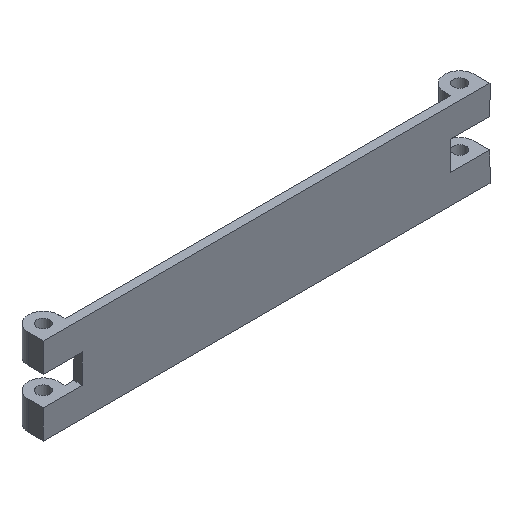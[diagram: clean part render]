
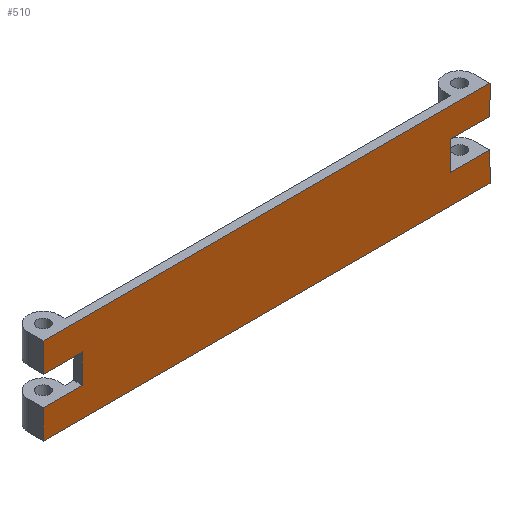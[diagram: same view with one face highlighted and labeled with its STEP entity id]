
A CAD part, isometric view. The second image highlights one B-rep face of the part: STEP entity #510.
In plain terms, the highlighted planar face has unit normal (0, -1, 0).
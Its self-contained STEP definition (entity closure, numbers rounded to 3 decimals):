
#56=FACE_OUTER_BOUND('',#86,.T.);
#86=EDGE_LOOP('',(#387,#388,#389,#390,#391,#392,#393,#394,#395,#396,#397,
#398));
#109=LINE('',#742,#165);
#112=LINE('',#748,#168);
#118=LINE('',#765,#174);
#120=LINE('',#775,#176);
#127=LINE('',#794,#183);
#130=LINE('',#800,#186);
#137=LINE('',#816,#193);
#138=LINE('',#819,#194);
#139=LINE('',#820,#195);
#140=LINE('',#822,#196);
#141=LINE('',#824,#197);
#142=LINE('',#825,#198);
#165=VECTOR('',#598,10.);
#168=VECTOR('',#603,10.);
#174=VECTOR('',#617,10.);
#176=VECTOR('',#625,10.);
#183=VECTOR('',#638,10.);
#186=VECTOR('',#645,10.);
#193=VECTOR('',#660,10.);
#194=VECTOR('',#663,10.);
#195=VECTOR('',#664,10.);
#196=VECTOR('',#665,10.);
#197=VECTOR('',#666,10.);
#198=VECTOR('',#667,10.);
#221=VERTEX_POINT('',#739);
#222=VERTEX_POINT('',#741);
#224=VERTEX_POINT('',#747);
#231=VERTEX_POINT('',#763);
#235=VERTEX_POINT('',#772);
#236=VERTEX_POINT('',#774);
#244=VERTEX_POINT('',#791);
#245=VERTEX_POINT('',#793);
#251=VERTEX_POINT('',#814);
#252=VERTEX_POINT('',#818);
#253=VERTEX_POINT('',#821);
#254=VERTEX_POINT('',#823);
#269=EDGE_CURVE('',#222,#221,#109,.T.);
#272=EDGE_CURVE('',#224,#222,#112,.T.);
#281=EDGE_CURVE('',#221,#231,#118,.T.);
#285=EDGE_CURVE('',#236,#235,#120,.T.);
#294=EDGE_CURVE('',#245,#244,#127,.T.);
#298=EDGE_CURVE('',#244,#236,#130,.T.);
#306=EDGE_CURVE('',#251,#231,#137,.T.);
#307=EDGE_CURVE('',#252,#251,#138,.T.);
#308=EDGE_CURVE('',#252,#245,#139,.T.);
#309=EDGE_CURVE('',#235,#253,#140,.T.);
#310=EDGE_CURVE('',#254,#253,#141,.T.);
#311=EDGE_CURVE('',#224,#254,#142,.T.);
#387=ORIENTED_EDGE('',*,*,#272,.T.);
#388=ORIENTED_EDGE('',*,*,#269,.T.);
#389=ORIENTED_EDGE('',*,*,#281,.T.);
#390=ORIENTED_EDGE('',*,*,#306,.F.);
#391=ORIENTED_EDGE('',*,*,#307,.F.);
#392=ORIENTED_EDGE('',*,*,#308,.T.);
#393=ORIENTED_EDGE('',*,*,#294,.T.);
#394=ORIENTED_EDGE('',*,*,#298,.T.);
#395=ORIENTED_EDGE('',*,*,#285,.T.);
#396=ORIENTED_EDGE('',*,*,#309,.T.);
#397=ORIENTED_EDGE('',*,*,#310,.F.);
#398=ORIENTED_EDGE('',*,*,#311,.F.);
#491=PLANE('',#568);
#510=ADVANCED_FACE('',(#56),#491,.T.);
#568=AXIS2_PLACEMENT_3D('',#817,#661,#662);
#598=DIRECTION('',(0.,0.,1.));
#603=DIRECTION('',(-1.,0.,0.));
#617=DIRECTION('',(1.,0.,0.));
#625=DIRECTION('',(-1.,0.,0.));
#638=DIRECTION('',(1.,0.,0.));
#645=DIRECTION('',(0.,0.,-1.));
#660=DIRECTION('',(0.,0.,-1.));
#661=DIRECTION('center_axis',(0.,-1.,0.));
#662=DIRECTION('ref_axis',(-1.,0.,0.));
#663=DIRECTION('',(1.,0.,0.));
#664=DIRECTION('',(0.,0.,-1.));
#665=DIRECTION('',(0.,0.,-1.));
#666=DIRECTION('',(-1.,0.,0.));
#667=DIRECTION('',(0.,0.,-1.));
#739=CARTESIAN_POINT('',(21.25,0.,-3.333));
#741=CARTESIAN_POINT('',(21.25,0.,-6.667));
#742=CARTESIAN_POINT('',(21.25,0.,-3.333));
#747=CARTESIAN_POINT('',(25.75,0.,-6.667));
#748=CARTESIAN_POINT('',(25.75,0.,-6.667));
#763=CARTESIAN_POINT('',(25.75,0.,-3.333));
#765=CARTESIAN_POINT('',(23.5,0.,-3.333));
#772=CARTESIAN_POINT('',(-25.75,0.,-6.667));
#774=CARTESIAN_POINT('',(-21.25,0.,-6.667));
#775=CARTESIAN_POINT('',(2.25,0.,-6.667));
#791=CARTESIAN_POINT('',(-21.25,0.,-3.333));
#793=CARTESIAN_POINT('',(-25.75,0.,-3.333));
#794=CARTESIAN_POINT('',(0.,0.,-3.333));
#800=CARTESIAN_POINT('',(-21.25,0.,-1.667));
#814=CARTESIAN_POINT('',(25.75,0.,0.));
#816=CARTESIAN_POINT('',(25.75,0.,0.));
#817=CARTESIAN_POINT('Origin',(25.75,0.,0.));
#818=CARTESIAN_POINT('',(-25.75,0.,0.));
#819=CARTESIAN_POINT('',(-25.75,0.,0.));
#820=CARTESIAN_POINT('',(-25.75,0.,0.));
#821=CARTESIAN_POINT('',(-25.75,0.,-10.));
#822=CARTESIAN_POINT('',(-25.75,0.,0.));
#823=CARTESIAN_POINT('',(25.75,0.,-10.));
#824=CARTESIAN_POINT('',(-25.75,0.,-10.));
#825=CARTESIAN_POINT('',(25.75,0.,0.));
